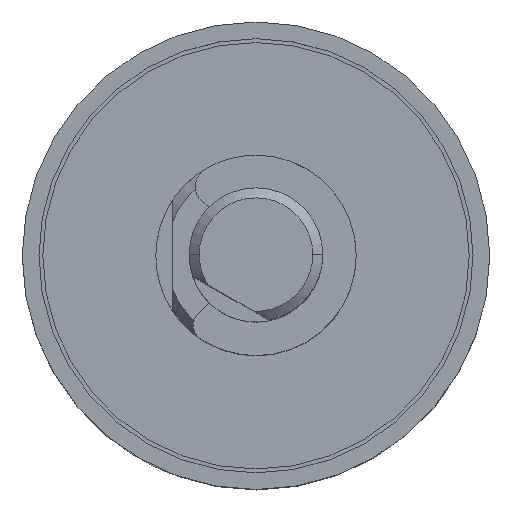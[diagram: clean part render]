
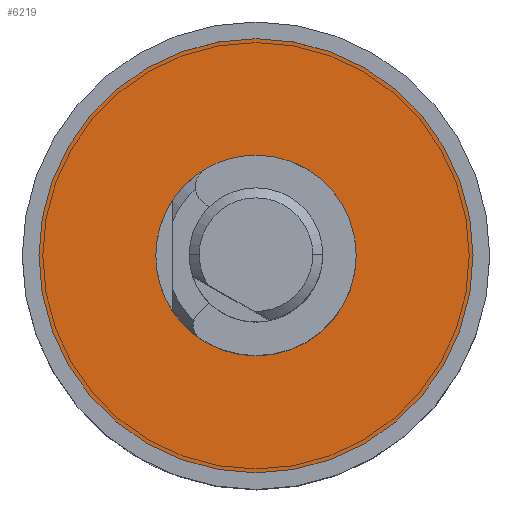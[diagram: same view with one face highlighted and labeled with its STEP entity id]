
A CAD part, top view. The second image highlights one B-rep face of the part: STEP entity #6219.
In plain terms, the highlighted planar face has unit normal (0, 0, 1).
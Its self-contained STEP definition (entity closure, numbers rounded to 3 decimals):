
#229 = FACE_BOUND ( 'NONE', #5263, .T. ) ;
#341 = DIRECTION ( 'NONE',  ( 0., 0., -1. ) ) ;
#520 = EDGE_CURVE ( 'NONE', #5578, #1973, #10039, .T. ) ;
#796 = EDGE_CURVE ( 'NONE', #1973, #5578, #6208, .T. ) ;
#840 = AXIS2_PLACEMENT_3D ( 'NONE', #7697, #341, #5259 ) ;
#965 = CARTESIAN_POINT ( 'NONE',  ( 0., 0., 0.5 ) ) ;
#1202 = CIRCLE ( 'NONE', #840, 3. ) ;
#1430 = EDGE_CURVE ( 'NONE', #9839, #6128, #6071, .T. ) ;
#1930 = AXIS2_PLACEMENT_3D ( 'NONE', #5107, #5940, #7539 ) ;
#1973 = VERTEX_POINT ( 'NONE', #7000 ) ;
#2329 = CARTESIAN_POINT ( 'NONE',  ( -6.5, 0., 0.5 ) ) ;
#2378 = CARTESIAN_POINT ( 'NONE',  ( 3., 0., 0.5 ) ) ;
#2959 = AXIS2_PLACEMENT_3D ( 'NONE', #965, #3351, #4206 ) ;
#3007 = PLANE ( 'NONE',  #4388 ) ;
#3122 = DIRECTION ( 'NONE',  ( 1., 0., 0. ) ) ;
#3351 = DIRECTION ( 'NONE',  ( 0., 0., 1. ) ) ;
#3352 = ORIENTED_EDGE ( 'NONE', *, *, #796, .T. ) ;
#3456 = ORIENTED_EDGE ( 'NONE', *, *, #9518, .T. ) ;
#3838 = DIRECTION ( 'NONE',  ( 0., 0., 1. ) ) ;
#4206 = DIRECTION ( 'NONE',  ( 1., 0., 0. ) ) ;
#4311 = EDGE_LOOP ( 'NONE', ( #3352, #6169 ) ) ;
#4388 = AXIS2_PLACEMENT_3D ( 'NONE', #5406, #3838, #7123 ) ;
#5107 = CARTESIAN_POINT ( 'NONE',  ( 0., 0., 0.5 ) ) ;
#5259 = DIRECTION ( 'NONE',  ( -1., 0., 0. ) ) ;
#5263 = EDGE_LOOP ( 'NONE', ( #3456, #6718 ) ) ;
#5406 = CARTESIAN_POINT ( 'NONE',  ( 3., 0., 0.5 ) ) ;
#5551 = DIRECTION ( 'NONE',  ( 0., 0., 1. ) ) ;
#5578 = VERTEX_POINT ( 'NONE', #2329 ) ;
#5940 = DIRECTION ( 'NONE',  ( 0., 0., -1. ) ) ;
#6071 = CIRCLE ( 'NONE', #1930, 3. ) ;
#6128 = VERTEX_POINT ( 'NONE', #7887 ) ;
#6169 = ORIENTED_EDGE ( 'NONE', *, *, #520, .T. ) ;
#6208 = CIRCLE ( 'NONE', #2959, 6.5 ) ;
#6213 = AXIS2_PLACEMENT_3D ( 'NONE', #9690, #5551, #3122 ) ;
#6219 = ADVANCED_FACE ( 'NONE', ( #229, #6602 ), #3007, .T. ) ;
#6602 = FACE_OUTER_BOUND ( 'NONE', #4311, .T. ) ;
#6718 = ORIENTED_EDGE ( 'NONE', *, *, #1430, .T. ) ;
#7000 = CARTESIAN_POINT ( 'NONE',  ( 6.5, 0., 0.5 ) ) ;
#7123 = DIRECTION ( 'NONE',  ( 1., 0., 0. ) ) ;
#7539 = DIRECTION ( 'NONE',  ( -1., 0., 0. ) ) ;
#7697 = CARTESIAN_POINT ( 'NONE',  ( 0., 0., 0.5 ) ) ;
#7887 = CARTESIAN_POINT ( 'NONE',  ( -3., 0., 0.5 ) ) ;
#9518 = EDGE_CURVE ( 'NONE', #6128, #9839, #1202, .T. ) ;
#9690 = CARTESIAN_POINT ( 'NONE',  ( 0., 0., 0.5 ) ) ;
#9839 = VERTEX_POINT ( 'NONE', #2378 ) ;
#10039 = CIRCLE ( 'NONE', #6213, 6.5 ) ;
